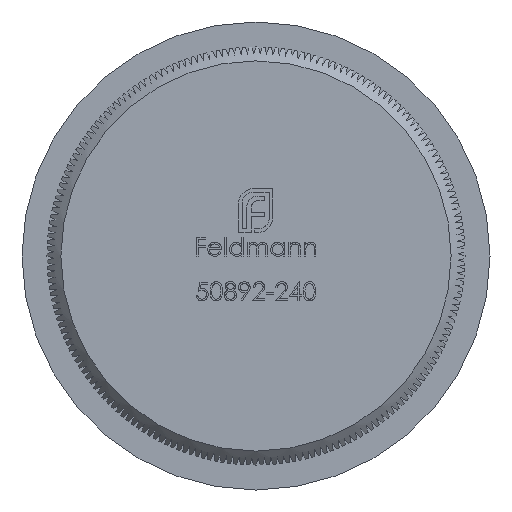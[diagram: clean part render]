
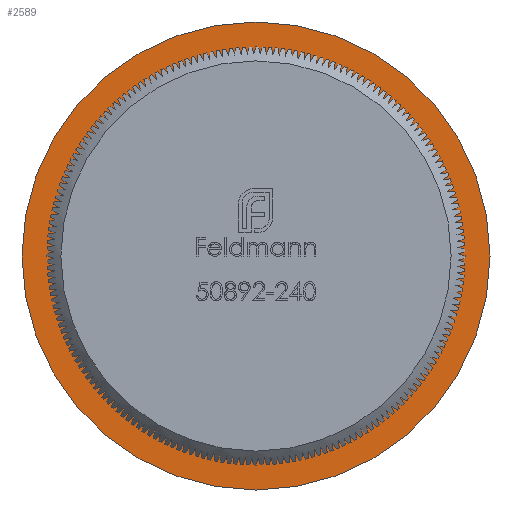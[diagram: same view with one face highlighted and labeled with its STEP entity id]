
A CAD part, front view. The second image highlights one B-rep face of the part: STEP entity #2589.
In plain terms, the highlighted planar face has unit normal (0, -1, 0).
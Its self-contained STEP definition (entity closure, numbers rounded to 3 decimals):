
#742 = CIRCLE ( 'NONE', #29415, 14.55 ) ;
#2589 = ADVANCED_FACE ( 'NONE', ( #12236, #38039 ), #16968, .T. ) ;
#4435 = CARTESIAN_POINT ( 'NONE',  ( 0., 5., 0. ) ) ;
#5037 = ORIENTED_EDGE ( 'NONE', *, *, #17211, .F. ) ;
#10944 = EDGE_CURVE ( 'NONE', #36444, #36444, #38707, .T. ) ;
#11481 = ORIENTED_EDGE ( 'NONE', *, *, #10944, .T. ) ;
#12236 = FACE_BOUND ( 'NONE', #28807, .T. ) ;
#12239 = CARTESIAN_POINT ( 'NONE',  ( 0., 5., -16.85 ) ) ;
#13888 = DIRECTION ( 'NONE',  ( 0., -1., 0. ) ) ;
#13945 = VERTEX_POINT ( 'NONE', #33658 ) ;
#15355 = CARTESIAN_POINT ( 'NONE',  ( 0., 5., 0. ) ) ;
#15745 = DIRECTION ( 'NONE',  ( 0., 0., -1. ) ) ;
#16511 = AXIS2_PLACEMENT_3D ( 'NONE', #20084, #13888, #32100 ) ;
#16968 = PLANE ( 'NONE',  #16511 ) ;
#17211 = EDGE_CURVE ( 'NONE', #13945, #13945, #742, .T. ) ;
#17380 = DIRECTION ( 'NONE',  ( 0., -1., 0. ) ) ;
#20084 = CARTESIAN_POINT ( 'NONE',  ( 16.85, 5., 0. ) ) ;
#25422 = AXIS2_PLACEMENT_3D ( 'NONE', #4435, #17380, #29563 ) ;
#28807 = EDGE_LOOP ( 'NONE', ( #5037 ) ) ;
#29025 = EDGE_LOOP ( 'NONE', ( #11481 ) ) ;
#29415 = AXIS2_PLACEMENT_3D ( 'NONE', #15355, #31131, #15745 ) ;
#29563 = DIRECTION ( 'NONE',  ( 0., 0., -1. ) ) ;
#31131 = DIRECTION ( 'NONE',  ( 0., -1., 0. ) ) ;
#32100 = DIRECTION ( 'NONE',  ( 0., 0., -1. ) ) ;
#33658 = CARTESIAN_POINT ( 'NONE',  ( 0., 5., -14.55 ) ) ;
#36444 = VERTEX_POINT ( 'NONE', #12239 ) ;
#38039 = FACE_OUTER_BOUND ( 'NONE', #29025, .T. ) ;
#38707 = CIRCLE ( 'NONE', #25422, 16.85 ) ;
